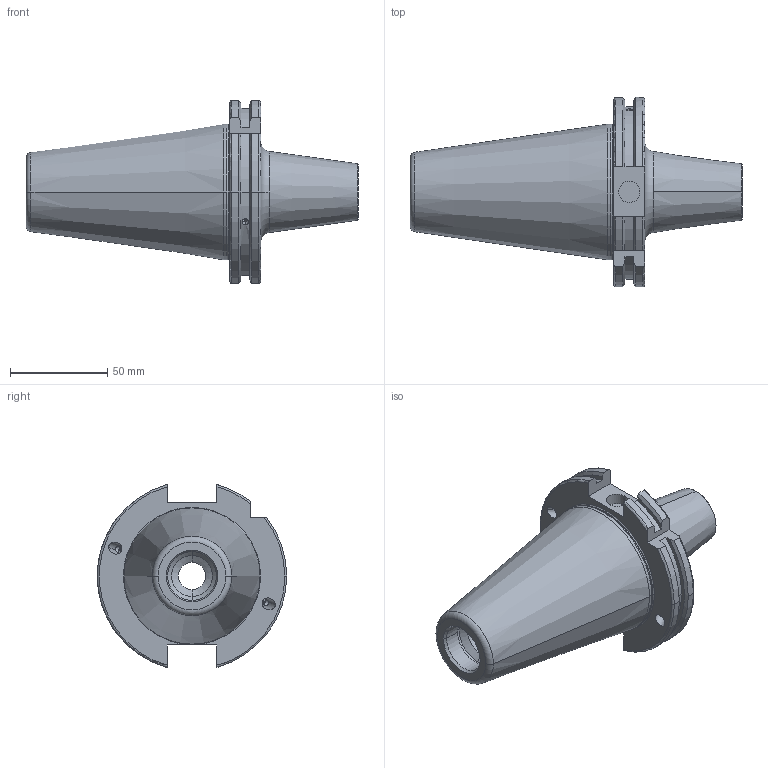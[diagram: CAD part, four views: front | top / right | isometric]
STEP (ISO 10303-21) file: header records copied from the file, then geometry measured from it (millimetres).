
FILE_DESCRIPTION (( 'STEP AP203' ), '1' );
FILE_NAME ('91506-ES7M16050.STEP', '2019-07-24T04:40:07', ( '' ), ( '' ), 'SwSTEP 2.0', 'SolidWorks 2018', '' );
FILE_SCHEMA (( 'CONFIG_CONTROL_DESIGN' ));
Length unit declared in the file: millimetre
Products named in the file (1): 91506-ES7M16050
Bounding box: 170.85 x 97.5 x 94.05 mm (x, y, z)
Volume: 372634.6 mm3; surface area: 50914.6 mm2
Topology: 1 solids, 1 shells, 108 faces, 279 edges, 177 vertices
Faces by surface type: cylinder 43, plane 25, cone 22, torus 18
Entity records: 3809 total; most frequent: CARTESIAN_POINT 1089, DIRECTION 562, ORIENTED_EDGE 558, EDGE_CURVE 279, AXIS2_PLACEMENT_3D 228, VERTEX_POINT 177, EDGE_LOOP 122, CIRCLE 119
